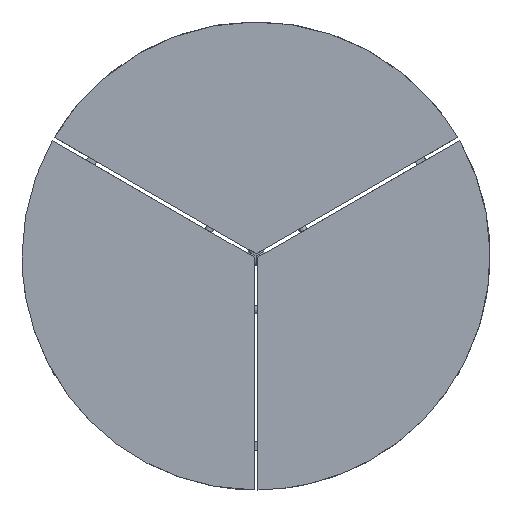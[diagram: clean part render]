
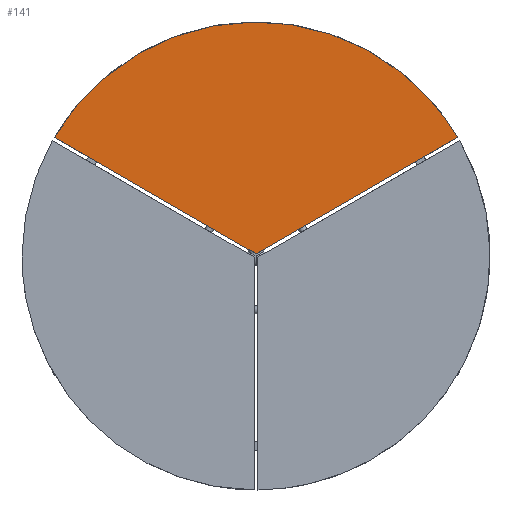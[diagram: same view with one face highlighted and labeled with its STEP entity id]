
A CAD part, top view. The second image highlights one B-rep face of the part: STEP entity #141.
In plain terms, the highlighted planar face has unit normal (0, 0, 1).
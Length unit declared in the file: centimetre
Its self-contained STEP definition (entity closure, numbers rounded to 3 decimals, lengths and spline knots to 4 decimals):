
#141=ADVANCED_FACE('',(#238),#1235,.T.);
#238=FACE_OUTER_BOUND('',#327,.T.);
#327=EDGE_LOOP('',(#475,#476,#477));
#475=ORIENTED_EDGE('',*,*,#775,.T.);
#476=ORIENTED_EDGE('',*,*,#771,.F.);
#477=ORIENTED_EDGE('',*,*,#781,.T.);
#771=EDGE_CURVE('',#1091,#1088,#931,.T.);
#775=EDGE_CURVE('',#1092,#1088,#989,.T.);
#781=EDGE_CURVE('',#1091,#1092,#995,.T.);
#931=(
BOUNDED_CURVE()
B_SPLINE_CURVE(2,(#2283,#2284,#2285,#2286,#2287),.UNSPECIFIED.,.F.,.F.)
B_SPLINE_CURVE_WITH_KNOTS((3,2,3),(163.1408,471.2389,779.337),
 .UNSPECIFIED.)
CURVE()
GEOMETRIC_REPRESENTATION_ITEM()
RATIONAL_B_SPLINE_CURVE((1.,0.868,1.,0.868,1.))
REPRESENTATION_ITEM('')
);
#989=B_SPLINE_CURVE_WITH_KNOTS('',1,(#2294,#2295),.UNSPECIFIED.,.F.,.F.,
(2,2),(1.4434,299.9896),.UNSPECIFIED.);
#995=B_SPLINE_CURVE_WITH_KNOTS('',1,(#2306,#2307),.UNSPECIFIED.,.F.,.F.,
(2,2),(-297.1028,1.4434),.UNSPECIFIED.);
#1088=VERTEX_POINT('',#2220);
#1091=VERTEX_POINT('',#2223);
#1092=VERTEX_POINT('',#2224);
#1235=PLANE('',#1324);
#1324=AXIS2_PLACEMENT_3D('',#2188,#1410,$);
#1410=DIRECTION('',(0.,0.,1.));
#2188=CARTESIAN_POINT('',(67.5,-37.5,2.));
#2220=CARTESIAN_POINT('',(55.8549,15.216,2.));
#2223=CARTESIAN_POINT('',(4.1451,15.216,2.));
#2224=CARTESIAN_POINT('',(30.,0.2887,2.));
#2283=CARTESIAN_POINT('',(4.1451,15.216,2.));
#2284=CARTESIAN_POINT('',(12.8458,30.,2.));
#2285=CARTESIAN_POINT('',(30.,30.,2.));
#2286=CARTESIAN_POINT('',(47.1542,30.,2.));
#2287=CARTESIAN_POINT('',(55.8549,15.216,2.));
#2294=CARTESIAN_POINT('',(30.,0.2887,2.));
#2295=CARTESIAN_POINT('',(55.8549,15.216,2.));
#2306=CARTESIAN_POINT('',(4.1451,15.216,2.));
#2307=CARTESIAN_POINT('',(30.,0.2887,2.));
